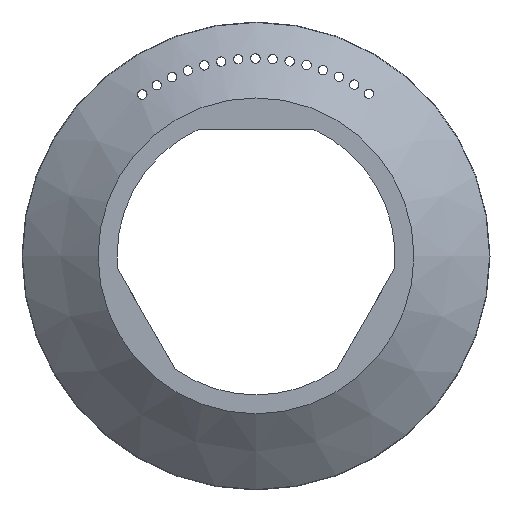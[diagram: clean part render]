
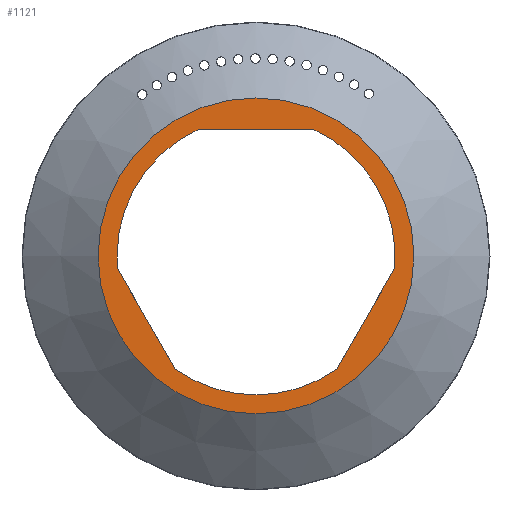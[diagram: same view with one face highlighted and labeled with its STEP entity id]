
A CAD part, top view. The second image highlights one B-rep face of the part: STEP entity #1121.
In plain terms, the highlighted planar face has unit normal (0, 0, 1).
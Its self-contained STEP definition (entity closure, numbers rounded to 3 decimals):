
#35=PLANE('',#1220);
#92=FACE_BOUND('',#220,.T.);
#139=FACE_OUTER_BOUND('',#219,.T.);
#219=EDGE_LOOP('',(#1058));
#220=EDGE_LOOP('',(#1059,#1060,#1061,#1062,#1063,#1064,#1065));
#340=LINE('',#2911,#391);
#347=LINE('',#2925,#398);
#354=LINE('',#2939,#405);
#391=VECTOR('',#1404,10.);
#398=VECTOR('',#1421,10.);
#405=VECTOR('',#1438,10.);
#410=CIRCLE('',#1142,43.997);
#413=CIRCLE('',#1145,43.997);
#416=CIRCLE('',#1148,43.997);
#436=CIRCLE('',#1178,43.997);
#442=CIRCLE('',#1191,50.);
#452=VERTEX_POINT('',#1484);
#453=VERTEX_POINT('',#1488);
#462=VERTEX_POINT('',#1529);
#463=VERTEX_POINT('',#1533);
#472=VERTEX_POINT('',#1574);
#473=VERTEX_POINT('',#1578);
#524=VERTEX_POINT('',#2245);
#528=VERTEX_POINT('',#2268);
#574=EDGE_CURVE('',#453,#452,#410,.T.);
#584=EDGE_CURVE('',#463,#462,#413,.T.);
#594=EDGE_CURVE('',#473,#472,#416,.T.);
#656=EDGE_CURVE('',#524,#473,#436,.T.);
#666=EDGE_CURVE('',#528,#528,#442,.T.);
#718=EDGE_CURVE('',#472,#463,#340,.T.);
#725=EDGE_CURVE('',#462,#453,#347,.T.);
#732=EDGE_CURVE('',#452,#524,#354,.T.);
#1058=ORIENTED_EDGE('',*,*,#666,.F.);
#1059=ORIENTED_EDGE('',*,*,#732,.T.);
#1060=ORIENTED_EDGE('',*,*,#656,.T.);
#1061=ORIENTED_EDGE('',*,*,#594,.T.);
#1062=ORIENTED_EDGE('',*,*,#718,.T.);
#1063=ORIENTED_EDGE('',*,*,#584,.T.);
#1064=ORIENTED_EDGE('',*,*,#725,.T.);
#1065=ORIENTED_EDGE('',*,*,#574,.T.);
#1121=ADVANCED_FACE('',(#139,#92),#35,.T.);
#1142=AXIS2_PLACEMENT_3D('',#1489,#1234,#1235);
#1145=AXIS2_PLACEMENT_3D('',#1534,#1240,#1241);
#1148=AXIS2_PLACEMENT_3D('',#1579,#1246,#1247);
#1178=AXIS2_PLACEMENT_3D('',#2246,#1316,#1317);
#1191=AXIS2_PLACEMENT_3D('',#2269,#1345,#1346);
#1220=AXIS2_PLACEMENT_3D('',#2941,#1440,#1441);
#1234=DIRECTION('center_axis',(0.,0.,-1.));
#1235=DIRECTION('ref_axis',(1.,0.,0.));
#1240=DIRECTION('center_axis',(0.,0.,-1.));
#1241=DIRECTION('ref_axis',(1.,0.,0.));
#1246=DIRECTION('center_axis',(0.,0.,-1.));
#1247=DIRECTION('ref_axis',(1.,0.,0.));
#1316=DIRECTION('center_axis',(0.,0.,-1.));
#1317=DIRECTION('ref_axis',(1.,0.,0.));
#1345=DIRECTION('center_axis',(0.,0.,-1.));
#1346=DIRECTION('ref_axis',(1.,0.,0.));
#1404=DIRECTION('',(1.,0.,0.));
#1421=DIRECTION('',(-0.5,-0.866,0.));
#1438=DIRECTION('',(-0.5,0.866,0.));
#1440=DIRECTION('center_axis',(0.,0.,1.));
#1441=DIRECTION('ref_axis',(-0.5,0.866,0.));
#1484=CARTESIAN_POINT('',(-25.479,-35.868,20.));
#1488=CARTESIAN_POINT('',(25.479,-35.868,20.));
#1489=CARTESIAN_POINT('Origin',(0.,0.,20.));
#1529=CARTESIAN_POINT('',(43.803,-4.132,20.));
#1533=CARTESIAN_POINT('',(18.323,40.,20.));
#1534=CARTESIAN_POINT('Origin',(0.,0.,20.));
#1574=CARTESIAN_POINT('',(-18.323,40.,20.));
#1578=CARTESIAN_POINT('',(-43.997,0.,20.));
#1579=CARTESIAN_POINT('Origin',(0.,0.,20.));
#2245=CARTESIAN_POINT('',(-43.803,-4.132,20.));
#2246=CARTESIAN_POINT('Origin',(0.,0.,20.));
#2268=CARTESIAN_POINT('',(-50.,0.,20.));
#2269=CARTESIAN_POINT('Origin',(0.,0.,20.));
#2911=CARTESIAN_POINT('',(-19.,40.,20.));
#2925=CARTESIAN_POINT('',(44.141,-3.546,20.));
#2939=CARTESIAN_POINT('',(-25.141,-36.454,20.));
#2941=CARTESIAN_POINT('Origin',(-36.806,-21.25,20.));
